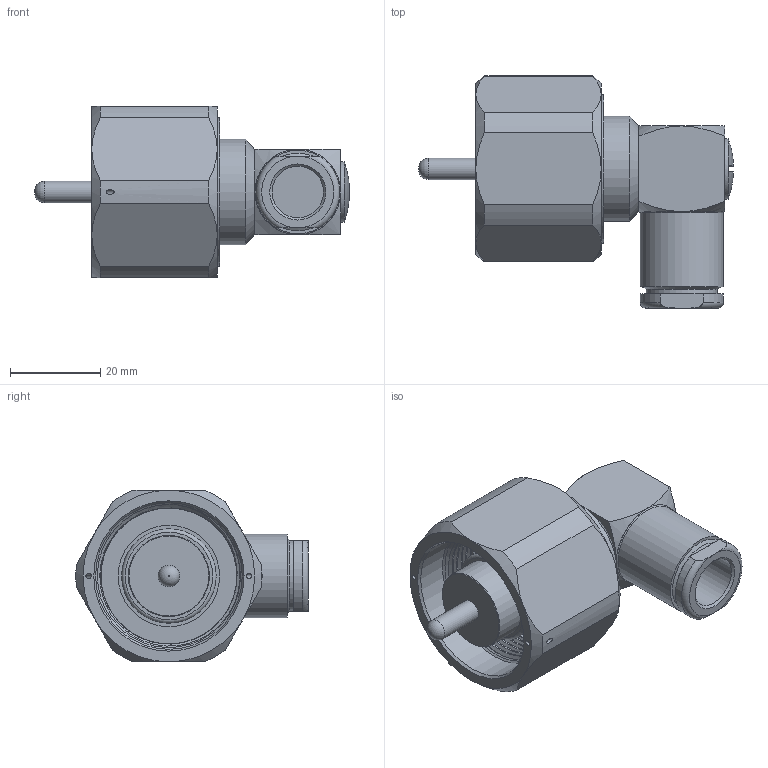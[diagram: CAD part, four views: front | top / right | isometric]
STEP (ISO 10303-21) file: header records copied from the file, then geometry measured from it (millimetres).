
FILE_DESCRIPTION (( 'STEP AP203' ), '1' );
FILE_NAME ('PE44447.step', '2019-12-12T16:44:13', ( '' ), ( '' ), 'SwSTEP 2.0', 'SolidWorks 2018', '' );
FILE_SCHEMA (( 'CONFIG_CONTROL_DESIGN' ));
Length unit declared in the file: inch
Products named in the file (1): PE44447
Bounding box: 69.9 x 51.58 x 38.1 mm (x, y, z)
Volume: 39673.8 mm3; surface area: 13640 mm2
Topology: 1 solids, 1 shells, 90 faces, 193 edges, 119 vertices
Faces by surface type: plane 30, cone 26, cylinder 23, torus 7, bspline 4
Full cylindrical faces by diameter (mm): 1.016 x2, 4.775 x1, 11.43 x1, 13.476 x1, 15.778 x1, 17.989 x1, 18.5 x1, 19.433 x1, 22.51 x1, 23.367 x1, 30.166 x1, 32.545 x1, 33.02 x1
Entity records: 6363 total; most frequent: CARTESIAN_POINT 4546, DIRECTION 352, ORIENTED_EDGE 324, AXIS2_PLACEMENT_3D 163, EDGE_CURVE 162, EDGE_LOOP 131, VERTEX_POINT 111, FACE_OUTER_BOUND 107
